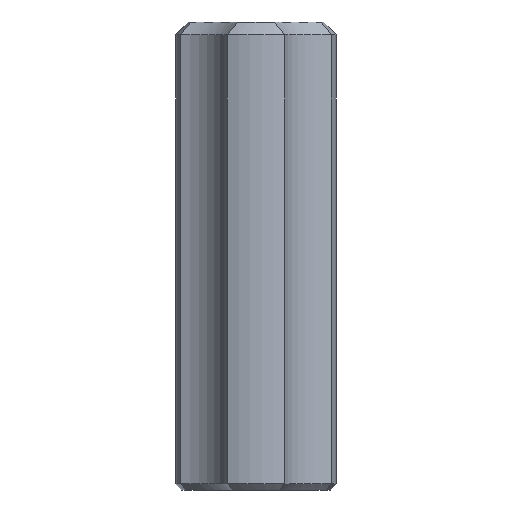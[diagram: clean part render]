
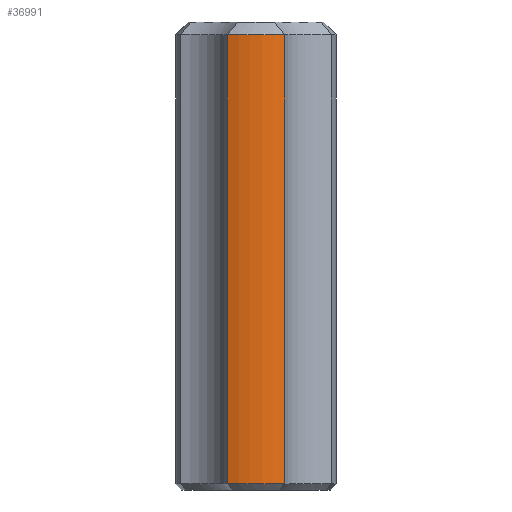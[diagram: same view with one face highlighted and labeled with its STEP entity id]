
A CAD part, front view. The second image highlights one B-rep face of the part: STEP entity #36991.
In plain terms, the highlighted cylindrical face has radius 6.25 mm (diameter 12.5 mm), a partial arc.
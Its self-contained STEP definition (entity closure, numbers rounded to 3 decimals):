
#33465 = CONICAL_SURFACE('',#33466,5.75,0.785);
#33466 = AXIS2_PLACEMENT_3D('',#33467,#33468,#33469);
#33467 = CARTESIAN_POINT('',(0.,0.,35.75));
#33468 = DIRECTION('',(0.,0.,-1.));
#33469 = DIRECTION('',(-0.356,-0.934,-0.));
#34591 = CONICAL_SURFACE('',#34592,6.,0.785);
#34592 = AXIS2_PLACEMENT_3D('',#34593,#34594,#34595);
#34593 = CARTESIAN_POINT('',(0.,0.,0.25));
#34594 = DIRECTION('',(0.,0.,1.));
#34595 = DIRECTION('',(-0.356,-0.934,0.));
#35208 = VERTEX_POINT('',#35209);
#35209 = CARTESIAN_POINT('',(-2.225,-5.841,0.5));
#35224 = CYLINDRICAL_SURFACE('',#35225,5.);
#35225 = AXIS2_PLACEMENT_3D('',#35226,#35227,#35228);
#35226 = CARTESIAN_POINT('',(-7.071,-7.071,0.));
#35227 = DIRECTION('',(0.,0.,1.));
#35228 = DIRECTION('',(0.969,0.246,-0.));
#35260 = EDGE_CURVE('',#35261,#35208,#35263,.T.);
#35261 = VERTEX_POINT('',#35262);
#35262 = CARTESIAN_POINT('',(2.225,-5.841,0.5));
#35263 = SURFACE_CURVE('',#35264,(#35269,#35276),.PCURVE_S1.);
#35264 = CIRCLE('',#35265,6.25);
#35265 = AXIS2_PLACEMENT_3D('',#35266,#35267,#35268);
#35266 = CARTESIAN_POINT('',(0.,0.,0.5));
#35267 = DIRECTION('',(0.,0.,-1.));
#35268 = DIRECTION('',(-0.356,-0.934,-0.));
#35269 = PCURVE('',#34591,#35270);
#35270 = DEFINITIONAL_REPRESENTATION('',(#35271),#35275);
#35271 = LINE('',#35272,#35273);
#35272 = CARTESIAN_POINT('',(6.283,0.25));
#35273 = VECTOR('',#35274,1.);
#35274 = DIRECTION('',(-1.,0.));
#35275 = ( GEOMETRIC_REPRESENTATION_CONTEXT(2) 
PARAMETRIC_REPRESENTATION_CONTEXT() REPRESENTATION_CONTEXT('2D SPACE',''
  ) );
#35276 = PCURVE('',#35277,#35282);
#35277 = CYLINDRICAL_SURFACE('',#35278,6.25);
#35278 = AXIS2_PLACEMENT_3D('',#35279,#35280,#35281);
#35279 = CARTESIAN_POINT('',(0.,0.,0.));
#35280 = DIRECTION('',(0.,0.,1.));
#35281 = DIRECTION('',(-0.356,-0.934,0.));
#35282 = DEFINITIONAL_REPRESENTATION('',(#35283),#35287);
#35283 = LINE('',#35284,#35285);
#35284 = CARTESIAN_POINT('',(6.283,0.5));
#35285 = VECTOR('',#35286,1.);
#35286 = DIRECTION('',(-1.,0.));
#35287 = ( GEOMETRIC_REPRESENTATION_CONTEXT(2) 
PARAMETRIC_REPRESENTATION_CONTEXT() REPRESENTATION_CONTEXT('2D SPACE',''
  ) );
#35353 = CYLINDRICAL_SURFACE('',#35354,5.);
#35354 = AXIS2_PLACEMENT_3D('',#35355,#35356,#35357);
#35355 = CARTESIAN_POINT('',(7.071,-7.071,0.));
#35356 = DIRECTION('',(0.,0.,1.));
#35357 = DIRECTION('',(-0.246,0.969,0.));
#35455 = EDGE_CURVE('',#35261,#35456,#35458,.T.);
#35456 = VERTEX_POINT('',#35457);
#35457 = CARTESIAN_POINT('',(2.225,-5.841,35.25));
#35458 = SURFACE_CURVE('',#35459,(#35463,#35470),.PCURVE_S1.);
#35459 = LINE('',#35460,#35461);
#35460 = CARTESIAN_POINT('',(2.225,-5.841,0.));
#35461 = VECTOR('',#35462,1.);
#35462 = DIRECTION('',(0.,0.,1.));
#35463 = PCURVE('',#35353,#35464);
#35464 = DEFINITIONAL_REPRESENTATION('',(#35465),#35469);
#35465 = LINE('',#35466,#35467);
#35466 = CARTESIAN_POINT('',(1.074,0.));
#35467 = VECTOR('',#35468,1.);
#35468 = DIRECTION('',(0.,1.));
#35469 = ( GEOMETRIC_REPRESENTATION_CONTEXT(2) 
PARAMETRIC_REPRESENTATION_CONTEXT() REPRESENTATION_CONTEXT('2D SPACE',''
  ) );
#35470 = PCURVE('',#35277,#35471);
#35471 = DEFINITIONAL_REPRESENTATION('',(#35472),#35476);
#35472 = LINE('',#35473,#35474);
#35473 = CARTESIAN_POINT('',(0.728,0.));
#35474 = VECTOR('',#35475,1.);
#35475 = DIRECTION('',(0.,1.));
#35476 = ( GEOMETRIC_REPRESENTATION_CONTEXT(2) 
PARAMETRIC_REPRESENTATION_CONTEXT() REPRESENTATION_CONTEXT('2D SPACE',''
  ) );
#36331 = VERTEX_POINT('',#36332);
#36332 = CARTESIAN_POINT('',(-2.225,-5.841,35.25));
#36398 = EDGE_CURVE('',#36331,#35456,#36399,.T.);
#36399 = SURFACE_CURVE('',#36400,(#36405,#36412),.PCURVE_S1.);
#36400 = CIRCLE('',#36401,6.25);
#36401 = AXIS2_PLACEMENT_3D('',#36402,#36403,#36404);
#36402 = CARTESIAN_POINT('',(0.,0.,35.25));
#36403 = DIRECTION('',(0.,0.,1.));
#36404 = DIRECTION('',(-0.356,-0.934,0.));
#36405 = PCURVE('',#33465,#36406);
#36406 = DEFINITIONAL_REPRESENTATION('',(#36407),#36411);
#36407 = LINE('',#36408,#36409);
#36408 = CARTESIAN_POINT('',(6.283,0.5));
#36409 = VECTOR('',#36410,1.);
#36410 = DIRECTION('',(-1.,0.));
#36411 = ( GEOMETRIC_REPRESENTATION_CONTEXT(2) 
PARAMETRIC_REPRESENTATION_CONTEXT() REPRESENTATION_CONTEXT('2D SPACE',''
  ) );
#36412 = PCURVE('',#35277,#36413);
#36413 = DEFINITIONAL_REPRESENTATION('',(#36414),#36418);
#36414 = LINE('',#36415,#36416);
#36415 = CARTESIAN_POINT('',(0.,35.25));
#36416 = VECTOR('',#36417,1.);
#36417 = DIRECTION('',(1.,0.));
#36418 = ( GEOMETRIC_REPRESENTATION_CONTEXT(2) 
PARAMETRIC_REPRESENTATION_CONTEXT() REPRESENTATION_CONTEXT('2D SPACE',''
  ) );
#36991 = ADVANCED_FACE('',(#36992),#35277,.T.);
#36992 = FACE_BOUND('',#36993,.T.);
#36993 = EDGE_LOOP('',(#36994,#36995,#36996,#36997));
#36994 = ORIENTED_EDGE('',*,*,#35260,.F.);
#36995 = ORIENTED_EDGE('',*,*,#35455,.T.);
#36996 = ORIENTED_EDGE('',*,*,#36398,.F.);
#36997 = ORIENTED_EDGE('',*,*,#36998,.F.);
#36998 = EDGE_CURVE('',#35208,#36331,#36999,.T.);
#36999 = SURFACE_CURVE('',#37000,(#37004,#37011),.PCURVE_S1.);
#37000 = LINE('',#37001,#37002);
#37001 = CARTESIAN_POINT('',(-2.225,-5.841,0.));
#37002 = VECTOR('',#37003,1.);
#37003 = DIRECTION('',(0.,0.,1.));
#37004 = PCURVE('',#35277,#37005);
#37005 = DEFINITIONAL_REPRESENTATION('',(#37006),#37010);
#37006 = LINE('',#37007,#37008);
#37007 = CARTESIAN_POINT('',(0.,0.));
#37008 = VECTOR('',#37009,1.);
#37009 = DIRECTION('',(0.,1.));
#37010 = ( GEOMETRIC_REPRESENTATION_CONTEXT(2) 
PARAMETRIC_REPRESENTATION_CONTEXT() REPRESENTATION_CONTEXT('2D SPACE',''
  ) );
#37011 = PCURVE('',#35224,#37012);
#37012 = DEFINITIONAL_REPRESENTATION('',(#37013),#37017);
#37013 = LINE('',#37014,#37015);
#37014 = CARTESIAN_POINT('',(0.,0.));
#37015 = VECTOR('',#37016,1.);
#37016 = DIRECTION('',(0.,1.));
#37017 = ( GEOMETRIC_REPRESENTATION_CONTEXT(2) 
PARAMETRIC_REPRESENTATION_CONTEXT() REPRESENTATION_CONTEXT('2D SPACE',''
  ) );
